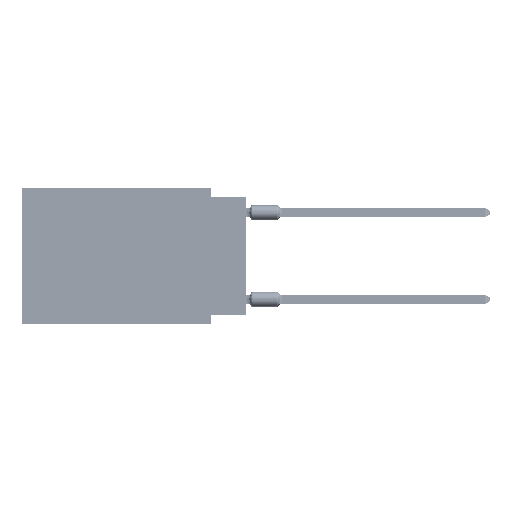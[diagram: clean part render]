
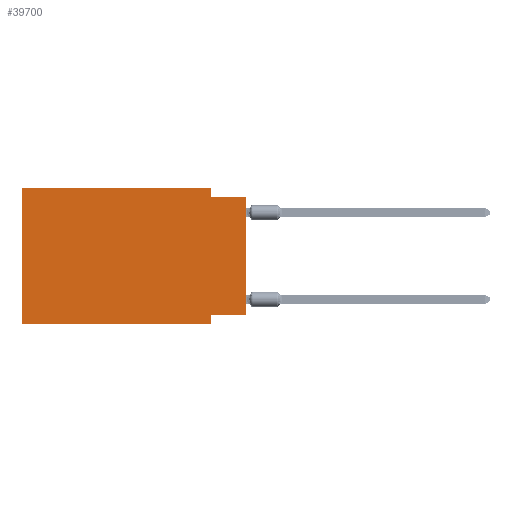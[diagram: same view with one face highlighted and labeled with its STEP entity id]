
A CAD part, left-side view. The second image highlights one B-rep face of the part: STEP entity #39700.
In plain terms, the highlighted planar face has unit normal (-1, 0, 0).
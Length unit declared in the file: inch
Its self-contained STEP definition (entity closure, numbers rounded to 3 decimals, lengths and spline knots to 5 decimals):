
#1228 = VECTOR ( 'NONE', #65558, 39.37008 ) ;
#4385 = EDGE_CURVE ( 'NONE', #17075, #30686, #36458, .T. ) ;
#4644 = CARTESIAN_POINT ( 'NONE',  ( 0., 0.645, 0. ) ) ;
#5278 = LINE ( 'NONE', #71037, #38065 ) ;
#6022 = CARTESIAN_POINT ( 'NONE',  ( 0., 0.645, -0.39 ) ) ;
#6300 = EDGE_CURVE ( 'NONE', #52201, #68791, #33745, .T. ) ;
#8784 = VERTEX_POINT ( 'NONE', #80388 ) ;
#9939 = CARTESIAN_POINT ( 'NONE',  ( 0., 0.645, 0. ) ) ;
#11579 = CARTESIAN_POINT ( 'NONE',  ( 0., 0.1, -0.39 ) ) ;
#12207 = EDGE_CURVE ( 'NONE', #83020, #8784, #5278, .T. ) ;
#13103 = VECTOR ( 'NONE', #26478, 39.37008 ) ;
#14963 = ORIENTED_EDGE ( 'NONE', *, *, #56474, .F. ) ;
#16640 = ORIENTED_EDGE ( 'NONE', *, *, #23935, .F. ) ;
#17075 = VERTEX_POINT ( 'NONE', #69717 ) ;
#17704 = PLANE ( 'NONE',  #73005 ) ;
#17967 = CARTESIAN_POINT ( 'NONE',  ( 0., 0.645, -0.39 ) ) ;
#18275 = LINE ( 'NONE', #4644, #75967 ) ;
#18433 = ORIENTED_EDGE ( 'NONE', *, *, #4385, .T. ) ;
#21350 = VERTEX_POINT ( 'NONE', #6022 ) ;
#21469 = ORIENTED_EDGE ( 'NONE', *, *, #6300, .F. ) ;
#21955 = LINE ( 'NONE', #79258, #1228 ) ;
#23935 = EDGE_CURVE ( 'NONE', #21350, #75404, #18275, .T. ) ;
#24100 = CARTESIAN_POINT ( 'NONE',  ( 0., 0.645, 0. ) ) ;
#24813 = ORIENTED_EDGE ( 'NONE', *, *, #12207, .F. ) ;
#26478 = DIRECTION ( 'NONE',  ( 0., 0., -1. ) ) ;
#30686 = VERTEX_POINT ( 'NONE', #47503 ) ;
#31260 = LINE ( 'NONE', #9939, #79934 ) ;
#31617 = LINE ( 'NONE', #17967, #42456 ) ;
#32891 = LINE ( 'NONE', #58559, #63803 ) ;
#33383 = CARTESIAN_POINT ( 'NONE',  ( 0., 0.1, 0. ) ) ;
#33745 = LINE ( 'NONE', #61078, #13103 ) ;
#36458 = LINE ( 'NONE', #62544, #52762 ) ;
#38065 = VECTOR ( 'NONE', #76206, 39.37008 ) ;
#38302 = EDGE_LOOP ( 'NONE', ( #18433, #77342, #24813, #14963, #16640, #65846, #21469, #81820 ) ) ;
#38889 = DIRECTION ( 'NONE',  ( 0., -1., 0. ) ) ;
#39700 = ADVANCED_FACE ( 'NONE', ( #83095 ), #17704, .F. ) ;
#42456 = VECTOR ( 'NONE', #56858, 39.37008 ) ;
#44178 = DIRECTION ( 'NONE',  ( 0., 0., -1. ) ) ;
#47503 = CARTESIAN_POINT ( 'NONE',  ( 0., 0., -0.025 ) ) ;
#49480 = DIRECTION ( 'NONE',  ( 0., 0., 1. ) ) ;
#52201 = VERTEX_POINT ( 'NONE', #60578 ) ;
#52762 = VECTOR ( 'NONE', #68110, 39.37008 ) ;
#56474 = EDGE_CURVE ( 'NONE', #75404, #83020, #31260, .T. ) ;
#56858 = DIRECTION ( 'NONE',  ( 0., -1., 0. ) ) ;
#58559 = CARTESIAN_POINT ( 'NONE',  ( 0., 0., -0.025 ) ) ;
#60578 = CARTESIAN_POINT ( 'NONE',  ( 0., 0.1, -0.365 ) ) ;
#61078 = CARTESIAN_POINT ( 'NONE',  ( 0., 0.1, -0.39 ) ) ;
#62544 = CARTESIAN_POINT ( 'NONE',  ( 0., 0., 0. ) ) ;
#63803 = VECTOR ( 'NONE', #38889, 39.37008 ) ;
#65142 = CARTESIAN_POINT ( 'NONE',  ( 0., 0.645, 0. ) ) ;
#65558 = DIRECTION ( 'NONE',  ( 0., 1., 0. ) ) ;
#65846 = ORIENTED_EDGE ( 'NONE', *, *, #80529, .T. ) ;
#68110 = DIRECTION ( 'NONE',  ( 0., 0., 1. ) ) ;
#68791 = VERTEX_POINT ( 'NONE', #11579 ) ;
#69717 = CARTESIAN_POINT ( 'NONE',  ( 0., 0., -0.365 ) ) ;
#71037 = CARTESIAN_POINT ( 'NONE',  ( 0., 0.1, 0. ) ) ;
#72175 = EDGE_CURVE ( 'NONE', #8784, #30686, #32891, .T. ) ;
#73005 = AXIS2_PLACEMENT_3D ( 'NONE', #24100, #75405, #44178 ) ;
#75404 = VERTEX_POINT ( 'NONE', #65142 ) ;
#75405 = DIRECTION ( 'NONE',  ( 1., 0., 0. ) ) ;
#75577 = EDGE_CURVE ( 'NONE', #17075, #52201, #21955, .T. ) ;
#75741 = DIRECTION ( 'NONE',  ( 0., -1., 0. ) ) ;
#75967 = VECTOR ( 'NONE', #49480, 39.37008 ) ;
#76206 = DIRECTION ( 'NONE',  ( 0., 0., -1. ) ) ;
#77342 = ORIENTED_EDGE ( 'NONE', *, *, #72175, .F. ) ;
#79258 = CARTESIAN_POINT ( 'NONE',  ( 0., 0., -0.365 ) ) ;
#79934 = VECTOR ( 'NONE', #75741, 39.37008 ) ;
#80388 = CARTESIAN_POINT ( 'NONE',  ( 0., 0.1, -0.025 ) ) ;
#80529 = EDGE_CURVE ( 'NONE', #21350, #68791, #31617, .T. ) ;
#81820 = ORIENTED_EDGE ( 'NONE', *, *, #75577, .F. ) ;
#83020 = VERTEX_POINT ( 'NONE', #33383 ) ;
#83095 = FACE_OUTER_BOUND ( 'NONE', #38302, .T. ) ;
